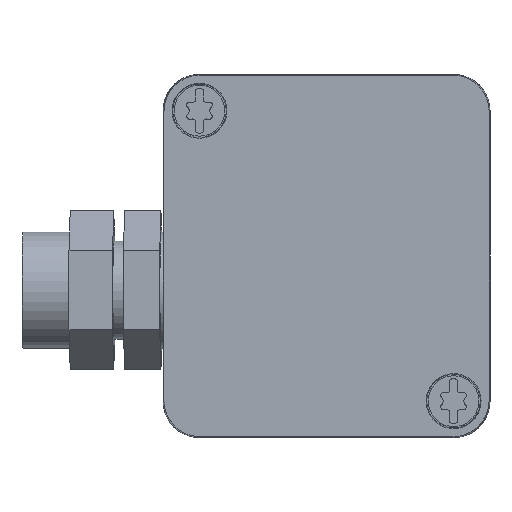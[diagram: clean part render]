
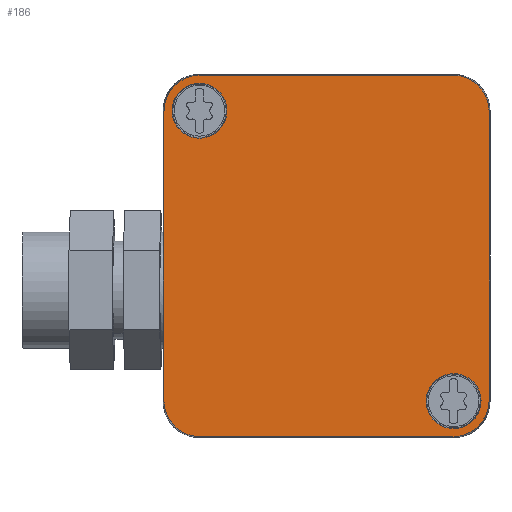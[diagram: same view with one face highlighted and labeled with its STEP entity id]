
A CAD part, top view. The second image highlights one B-rep face of the part: STEP entity #186.
In plain terms, the highlighted planar face has unit normal (0, 0, 1).
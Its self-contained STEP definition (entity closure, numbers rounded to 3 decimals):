
#34=AXIS2_PLACEMENT_3D('Plane Axis2P3D',#31,#32,#33) ;
#152=AXIS2_PLACEMENT_3D('Circle Axis2P3D',#150,#151,$) ;
#161=AXIS2_PLACEMENT_3D('Circle Axis2P3D',#159,#160,$) ;
#170=AXIS2_PLACEMENT_3D('Circle Axis2P3D',#168,#169,$) ;
#179=AXIS2_PLACEMENT_3D('Circle Axis2P3D',#177,#178,$) ;
#31=CARTESIAN_POINT('Axis2P3D Location',(41.945,30.96,30.)) ;
#36=CARTESIAN_POINT('Line Origine',(19.549,30.96,30.)) ;
#40=CARTESIAN_POINT('Vertex',(19.549,50.856,30.)) ;
#42=CARTESIAN_POINT('Vertex',(19.549,11.064,30.)) ;
#46=CARTESIAN_POINT('Control Point',(24.549,6.065,30.)) ;
#47=CARTESIAN_POINT('Control Point',(24.075,6.065,30.)) ;
#48=CARTESIAN_POINT('Control Point',(23.602,6.121,30.)) ;
#49=CARTESIAN_POINT('Control Point',(23.138,6.233,30.)) ;
#50=CARTESIAN_POINT('Control Point',(22.244,6.564,30.)) ;
#51=CARTESIAN_POINT('Control Point',(21.453,7.096,30.)) ;
#52=CARTESIAN_POINT('Control Point',(21.09,7.407,30.)) ;
#53=CARTESIAN_POINT('Control Point',(20.446,8.111,30.)) ;
#54=CARTESIAN_POINT('Control Point',(19.983,8.945,30.)) ;
#55=CARTESIAN_POINT('Control Point',(19.803,9.388,30.)) ;
#56=CARTESIAN_POINT('Control Point',(19.636,9.993,30.)) ;
#57=CARTESIAN_POINT('Control Point',(19.566,10.614,30.)) ;
#58=CARTESIAN_POINT('Control Point',(19.555,10.764,30.)) ;
#59=CARTESIAN_POINT('Control Point',(19.549,10.914,30.)) ;
#60=CARTESIAN_POINT('Control Point',(19.549,11.064,30.)) ;
#61=CARTESIAN_POINT('Vertex',(24.549,6.065,30.)) ;
#64=CARTESIAN_POINT('Line Origine',(41.945,6.065,30.)) ;
#68=CARTESIAN_POINT('Vertex',(59.341,6.065,30.)) ;
#72=CARTESIAN_POINT('Control Point',(64.34,11.064,30.)) ;
#73=CARTESIAN_POINT('Control Point',(64.34,10.591,30.)) ;
#74=CARTESIAN_POINT('Control Point',(64.284,10.118,30.)) ;
#75=CARTESIAN_POINT('Control Point',(64.172,9.653,30.)) ;
#76=CARTESIAN_POINT('Control Point',(63.84,8.76,30.)) ;
#77=CARTESIAN_POINT('Control Point',(63.309,7.968,30.)) ;
#78=CARTESIAN_POINT('Control Point',(62.997,7.605,30.)) ;
#79=CARTESIAN_POINT('Control Point',(62.294,6.961,30.)) ;
#80=CARTESIAN_POINT('Control Point',(61.46,6.499,30.)) ;
#81=CARTESIAN_POINT('Control Point',(61.017,6.318,30.)) ;
#82=CARTESIAN_POINT('Control Point',(60.411,6.152,30.)) ;
#83=CARTESIAN_POINT('Control Point',(59.791,6.082,30.)) ;
#84=CARTESIAN_POINT('Control Point',(59.641,6.07,30.)) ;
#85=CARTESIAN_POINT('Control Point',(59.491,6.065,30.)) ;
#86=CARTESIAN_POINT('Control Point',(59.341,6.065,30.)) ;
#87=CARTESIAN_POINT('Vertex',(64.34,11.064,30.)) ;
#90=CARTESIAN_POINT('Line Origine',(64.34,30.96,30.)) ;
#94=CARTESIAN_POINT('Vertex',(64.34,50.856,30.)) ;
#98=CARTESIAN_POINT('Control Point',(59.341,55.855,30.)) ;
#99=CARTESIAN_POINT('Control Point',(59.814,55.855,30.)) ;
#100=CARTESIAN_POINT('Control Point',(60.287,55.799,30.)) ;
#101=CARTESIAN_POINT('Control Point',(60.751,55.687,30.)) ;
#102=CARTESIAN_POINT('Control Point',(61.645,55.356,30.)) ;
#103=CARTESIAN_POINT('Control Point',(62.437,54.824,30.)) ;
#104=CARTESIAN_POINT('Control Point',(62.799,54.513,30.)) ;
#105=CARTESIAN_POINT('Control Point',(63.444,53.809,30.)) ;
#106=CARTESIAN_POINT('Control Point',(63.906,52.975,30.)) ;
#107=CARTESIAN_POINT('Control Point',(64.086,52.532,30.)) ;
#108=CARTESIAN_POINT('Control Point',(64.253,51.927,30.)) ;
#109=CARTESIAN_POINT('Control Point',(64.323,51.306,30.)) ;
#110=CARTESIAN_POINT('Control Point',(64.334,51.156,30.)) ;
#111=CARTESIAN_POINT('Control Point',(64.34,51.006,30.)) ;
#112=CARTESIAN_POINT('Control Point',(64.34,50.856,30.)) ;
#113=CARTESIAN_POINT('Vertex',(59.341,55.855,30.)) ;
#116=CARTESIAN_POINT('Line Origine',(41.945,55.855,30.)) ;
#120=CARTESIAN_POINT('Vertex',(24.549,55.855,30.)) ;
#124=CARTESIAN_POINT('Control Point',(19.549,50.856,30.)) ;
#125=CARTESIAN_POINT('Control Point',(19.549,51.329,30.)) ;
#126=CARTESIAN_POINT('Control Point',(19.605,51.802,30.)) ;
#127=CARTESIAN_POINT('Control Point',(19.717,52.267,30.)) ;
#128=CARTESIAN_POINT('Control Point',(20.049,53.16,30.)) ;
#129=CARTESIAN_POINT('Control Point',(20.58,53.952,30.)) ;
#130=CARTESIAN_POINT('Control Point',(20.892,54.315,30.)) ;
#131=CARTESIAN_POINT('Control Point',(21.595,54.959,30.)) ;
#132=CARTESIAN_POINT('Control Point',(22.43,55.421,30.)) ;
#133=CARTESIAN_POINT('Control Point',(22.872,55.602,30.)) ;
#134=CARTESIAN_POINT('Control Point',(23.478,55.768,30.)) ;
#135=CARTESIAN_POINT('Control Point',(24.098,55.838,30.)) ;
#136=CARTESIAN_POINT('Control Point',(24.248,55.85,30.)) ;
#137=CARTESIAN_POINT('Control Point',(24.398,55.855,30.)) ;
#138=CARTESIAN_POINT('Control Point',(24.549,55.855,30.)) ;
#150=CARTESIAN_POINT('Axis2P3D Location',(59.445,10.96,30.)) ;
#154=CARTESIAN_POINT('Vertex',(61.257,14.278,30.)) ;
#156=CARTESIAN_POINT('Vertex',(57.632,7.642,30.)) ;
#159=CARTESIAN_POINT('Axis2P3D Location',(59.445,10.96,30.)) ;
#168=CARTESIAN_POINT('Axis2P3D Location',(24.445,50.96,30.)) ;
#172=CARTESIAN_POINT('Vertex',(26.257,54.278,30.)) ;
#174=CARTESIAN_POINT('Vertex',(22.632,47.642,30.)) ;
#177=CARTESIAN_POINT('Axis2P3D Location',(24.445,50.96,30.)) ;
#32=DIRECTION('Axis2P3D Direction',(0.,0.,1.)) ;
#33=DIRECTION('Axis2P3D XDirection',(0.,-1.,0.)) ;
#37=DIRECTION('Vector Direction',(0.,-1.,0.)) ;
#65=DIRECTION('Vector Direction',(-1.,0.,0.)) ;
#91=DIRECTION('Vector Direction',(0.,-1.,0.)) ;
#117=DIRECTION('Vector Direction',(-1.,0.,0.)) ;
#151=DIRECTION('Axis2P3D Direction',(0.,0.,1.)) ;
#160=DIRECTION('Axis2P3D Direction',(0.,0.,1.)) ;
#169=DIRECTION('Axis2P3D Direction',(0.,0.,1.)) ;
#178=DIRECTION('Axis2P3D Direction',(0.,0.,1.)) ;
#38=VECTOR('Line Direction',#37,1.) ;
#66=VECTOR('Line Direction',#65,1.) ;
#92=VECTOR('Line Direction',#91,1.) ;
#118=VECTOR('Line Direction',#117,1.) ;
#141=ORIENTED_EDGE('',*,*,#44,.T.) ;
#142=ORIENTED_EDGE('',*,*,#63,.F.) ;
#143=ORIENTED_EDGE('',*,*,#70,.F.) ;
#144=ORIENTED_EDGE('',*,*,#89,.F.) ;
#145=ORIENTED_EDGE('',*,*,#96,.F.) ;
#146=ORIENTED_EDGE('',*,*,#115,.F.) ;
#147=ORIENTED_EDGE('',*,*,#122,.T.) ;
#148=ORIENTED_EDGE('',*,*,#139,.F.) ;
#165=ORIENTED_EDGE('',*,*,#158,.F.) ;
#166=ORIENTED_EDGE('',*,*,#163,.F.) ;
#183=ORIENTED_EDGE('',*,*,#176,.F.) ;
#184=ORIENTED_EDGE('',*,*,#181,.F.) ;
#167=FACE_BOUND('',#164,.T.) ;
#185=FACE_BOUND('',#182,.T.) ;
#186=ADVANCED_FACE('FBCon',(#149,#167,#185),#35,.T.) ;
#45=B_SPLINE_CURVE_WITH_KNOTS('',5,(#46,#47,#48,#49,#50,#51,#52,#53,#54,#55,#56,#57,#58,#59,#60),.UNSPECIFIED.,.F.,.U.,(6,3,3,3,6),(0.,3.346,6.695,10.044,11.106),.UNSPECIFIED.) ;
#71=B_SPLINE_CURVE_WITH_KNOTS('',5,(#72,#73,#74,#75,#76,#77,#78,#79,#80,#81,#82,#83,#84,#85,#86),.UNSPECIFIED.,.F.,.U.,(6,3,3,3,6),(0.,3.346,6.695,10.044,11.106),.UNSPECIFIED.) ;
#97=B_SPLINE_CURVE_WITH_KNOTS('',5,(#98,#99,#100,#101,#102,#103,#104,#105,#106,#107,#108,#109,#110,#111,#112),.UNSPECIFIED.,.F.,.U.,(6,3,3,3,6),(0.,3.346,6.695,10.044,11.106),.UNSPECIFIED.) ;
#123=B_SPLINE_CURVE_WITH_KNOTS('',5,(#124,#125,#126,#127,#128,#129,#130,#131,#132,#133,#134,#135,#136,#137,#138),.UNSPECIFIED.,.F.,.U.,(6,3,3,3,6),(0.,3.346,6.695,10.044,11.106),.UNSPECIFIED.) ;
#153=CIRCLE('generated circle',#152,3.781) ;
#162=CIRCLE('generated circle',#161,3.781) ;
#171=CIRCLE('generated circle',#170,3.781) ;
#180=CIRCLE('generated circle',#179,3.781) ;
#44=EDGE_CURVE('',#41,#43,#39,.T.) ;
#63=EDGE_CURVE('',#62,#43,#45,.T.) ;
#70=EDGE_CURVE('',#69,#62,#67,.T.) ;
#89=EDGE_CURVE('',#88,#69,#71,.T.) ;
#96=EDGE_CURVE('',#95,#88,#93,.T.) ;
#115=EDGE_CURVE('',#114,#95,#97,.T.) ;
#122=EDGE_CURVE('',#114,#121,#119,.T.) ;
#139=EDGE_CURVE('',#41,#121,#123,.T.) ;
#158=EDGE_CURVE('',#155,#157,#153,.T.) ;
#163=EDGE_CURVE('',#157,#155,#162,.T.) ;
#176=EDGE_CURVE('',#173,#175,#171,.T.) ;
#181=EDGE_CURVE('',#175,#173,#180,.T.) ;
#140=EDGE_LOOP('',(#141,#142,#143,#144,#145,#146,#147,#148)) ;
#164=EDGE_LOOP('',(#165,#166)) ;
#182=EDGE_LOOP('',(#183,#184)) ;
#149=FACE_OUTER_BOUND('',#140,.T.) ;
#39=LINE('Line',#36,#38) ;
#67=LINE('Line',#64,#66) ;
#93=LINE('Line',#90,#92) ;
#119=LINE('Line',#116,#118) ;
#35=PLANE('',#34) ;
#41=VERTEX_POINT('',#40) ;
#43=VERTEX_POINT('',#42) ;
#62=VERTEX_POINT('',#61) ;
#69=VERTEX_POINT('',#68) ;
#88=VERTEX_POINT('',#87) ;
#95=VERTEX_POINT('',#94) ;
#114=VERTEX_POINT('',#113) ;
#121=VERTEX_POINT('',#120) ;
#155=VERTEX_POINT('',#154) ;
#157=VERTEX_POINT('',#156) ;
#173=VERTEX_POINT('',#172) ;
#175=VERTEX_POINT('',#174) ;
